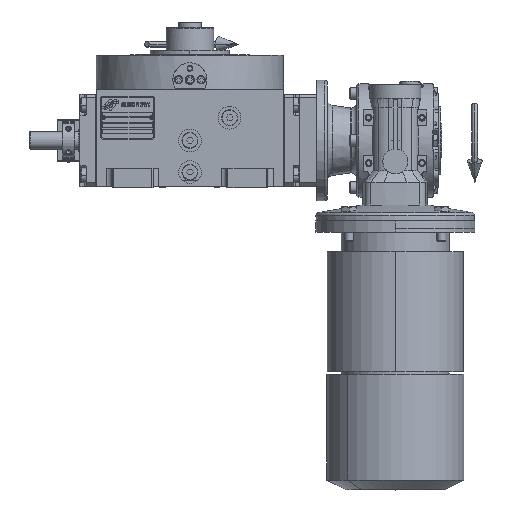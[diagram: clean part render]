
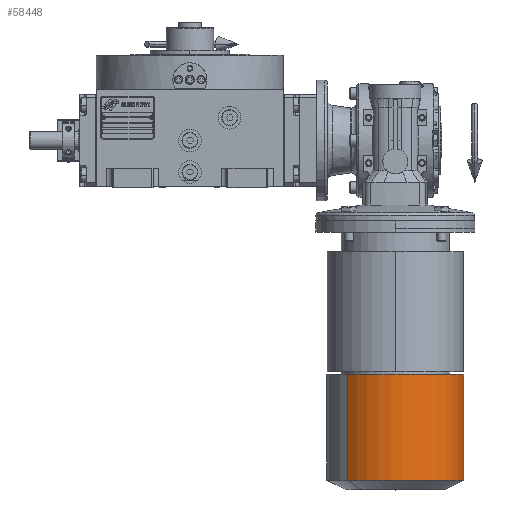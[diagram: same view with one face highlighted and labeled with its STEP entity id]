
A CAD part, top view. The second image highlights one B-rep face of the part: STEP entity #58448.
In plain terms, the highlighted cylindrical face has radius 60.5 mm (diameter 121 mm), a partial arc.
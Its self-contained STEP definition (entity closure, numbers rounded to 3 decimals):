
#10317 = VERTEX_POINT ( 'NONE', #34761 ) ;
#10624 = EDGE_LOOP ( 'NONE', ( #59248, #68684, #98842, #52721 ) ) ;
#16555 = CIRCLE ( 'NONE', #18576, 60.5 ) ;
#18278 = DIRECTION ( 'NONE',  ( 1., 0., 0. ) ) ;
#18576 = AXIS2_PLACEMENT_3D ( 'NONE', #120827, #32729, #73808 ) ;
#22033 = CYLINDRICAL_SURFACE ( 'NONE', #100775, 60.5 ) ;
#26314 = DIRECTION ( 'NONE',  ( 1., 0., 0. ) ) ;
#26908 = CARTESIAN_POINT ( 'NONE',  ( -158.212, -49.806, 42.027 ) ) ;
#32729 = DIRECTION ( 'NONE',  ( -1., 0., 0. ) ) ;
#34761 = CARTESIAN_POINT ( 'NONE',  ( -158.212, 37.234, -42.027 ) ) ;
#37743 = EDGE_CURVE ( 'NONE', #97935, #113554, #116639, .T. ) ;
#38822 = CARTESIAN_POINT ( 'NONE',  ( -158.212, -49.806, 42.027 ) ) ;
#40668 = CARTESIAN_POINT ( 'NONE',  ( -26.951, -6.286, 0. ) ) ;
#42580 = DIRECTION ( 'NONE',  ( -1., 0., 0. ) ) ;
#43910 = CARTESIAN_POINT ( 'NONE',  ( -64.811, 37.234, -42.027 ) ) ;
#48194 = CARTESIAN_POINT ( 'NONE',  ( -64.811, 37.234, -42.027 ) ) ;
#49737 = AXIS2_PLACEMENT_3D ( 'NONE', #75125, #26314, #65535 ) ;
#52721 = ORIENTED_EDGE ( 'NONE', *, *, #106260, .F. ) ;
#56480 = EDGE_CURVE ( 'NONE', #10317, #97935, #16555, .T. ) ;
#58448 = ADVANCED_FACE ( 'NONE', ( #81796 ), #22033, .T. ) ;
#59248 = ORIENTED_EDGE ( 'NONE', *, *, #60348, .F. ) ;
#59453 = VECTOR ( 'NONE', #87409, 1000. ) ;
#60348 = EDGE_CURVE ( 'NONE', #113554, #66332, #74301, .T. ) ;
#65535 = DIRECTION ( 'NONE',  ( 0., -0.719, 0.695 ) ) ;
#66332 = VERTEX_POINT ( 'NONE', #43910 ) ;
#68684 = ORIENTED_EDGE ( 'NONE', *, *, #37743, .F. ) ;
#71609 = CARTESIAN_POINT ( 'NONE',  ( -64.811, -49.806, 42.027 ) ) ;
#73808 = DIRECTION ( 'NONE',  ( 0., 0.719, -0.695 ) ) ;
#74301 = CIRCLE ( 'NONE', #49737, 60.5 ) ;
#75125 = CARTESIAN_POINT ( 'NONE',  ( -64.811, -6.286, 0. ) ) ;
#81796 = FACE_OUTER_BOUND ( 'NONE', #10624, .T. ) ;
#87409 = DIRECTION ( 'NONE',  ( -1., 0., 0. ) ) ;
#96389 = LINE ( 'NONE', #48194, #59453 ) ;
#97935 = VERTEX_POINT ( 'NONE', #26908 ) ;
#98842 = ORIENTED_EDGE ( 'NONE', *, *, #56480, .F. ) ;
#100775 = AXIS2_PLACEMENT_3D ( 'NONE', #40668, #42580, #101697 ) ;
#101697 = DIRECTION ( 'NONE',  ( 0., 0.719, -0.695 ) ) ;
#106260 = EDGE_CURVE ( 'NONE', #66332, #10317, #96389, .T. ) ;
#113554 = VERTEX_POINT ( 'NONE', #71609 ) ;
#114501 = VECTOR ( 'NONE', #18278, 1000. ) ;
#116639 = LINE ( 'NONE', #38822, #114501 ) ;
#120827 = CARTESIAN_POINT ( 'NONE',  ( -158.212, -6.286, 0. ) ) ;
